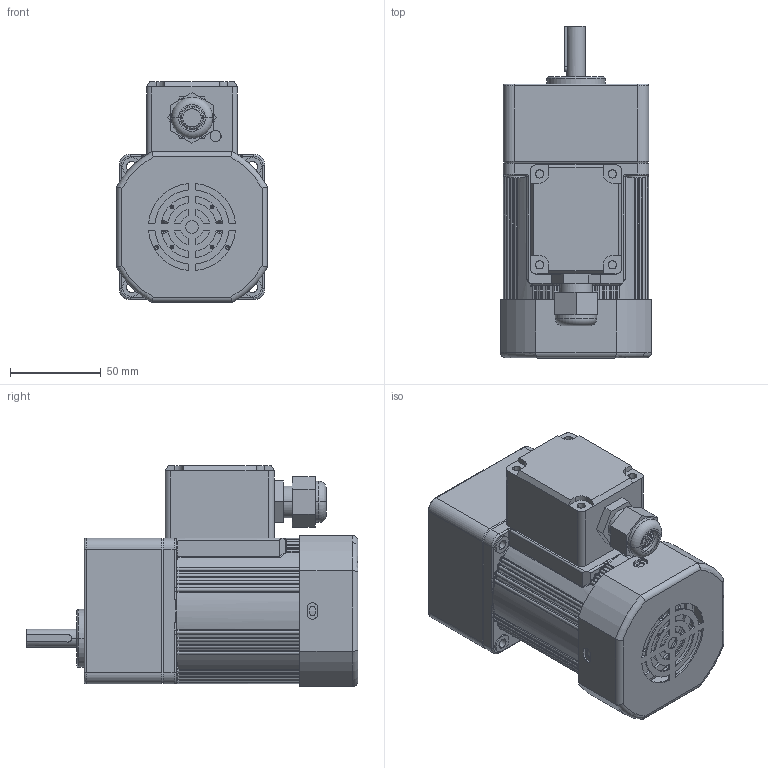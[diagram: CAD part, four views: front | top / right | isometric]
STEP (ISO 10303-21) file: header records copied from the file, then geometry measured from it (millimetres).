
FILE_DESCRIPTION (( 'STEP AP214' ), '1' );
FILE_NAME ('4IK25-FT+4GN18-300K.STEP', '2023-12-04T07:56:42', ( '' ), ( '' ), 'SwSTEP 2.0', 'SolidWorks 2021', '' );
FILE_SCHEMA (( 'AUTOMOTIVE_DESIGN' ));
Length unit declared in the file: millimetre
Products named in the file (8): 4IK25A.STEP_蕼偞; 4IK25-FT+4GN18-300K; NPT1-2____________.STEP_蕼偞; NPT1-2______-0.STEP_蕼偞; 4GN18-300K.STEP_蕼偞; 80______.STEP_蕼偞; NPT1-2______.STEP_蕼偞; ______________02.STEP_蕼偞
Assembly tree (7 placements, depth 3):
  4IK25-FT+4GN18-300K
    NPT1-2____________.STEP_蕼偞
      NPT1-2______.STEP_蕼偞
      NPT1-2______-0.STEP_蕼偞
    4IK25A.STEP_蕼偞
    ______________02.STEP_蕼偞
    80______.STEP_蕼偞
    4GN18-300K.STEP_蕼偞
Bounding box: 83 x 182.5 x 121.5 mm (x, y, z)
Volume: 302991.3 mm3; surface area: 130817.9 mm2
Topology: 5 solids, 6 shells, 1203 faces, 3007 edges, 1814 vertices
Faces by surface type: cylinder 371, plane 269, torus 246, bspline 191, sphere 76, cone 50
Entity records: 45574 total; most frequent: CARTESIAN_POINT 17472, DIRECTION 5913, ORIENTED_EDGE 5900, EDGE_CURVE 2950, AXIS2_PLACEMENT_3D 2458, VERTEX_POINT 1803, CIRCLE 1435, EDGE_LOOP 1313
